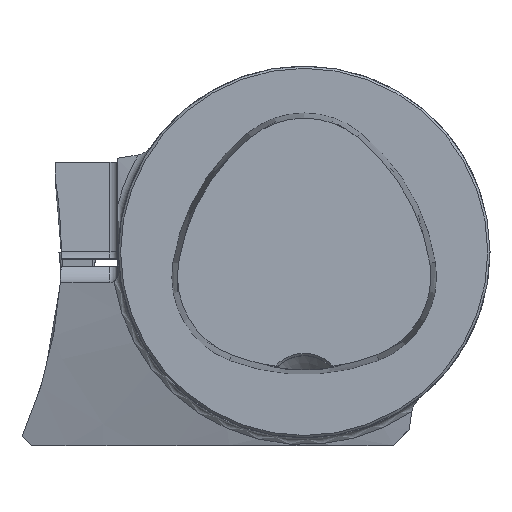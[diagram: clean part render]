
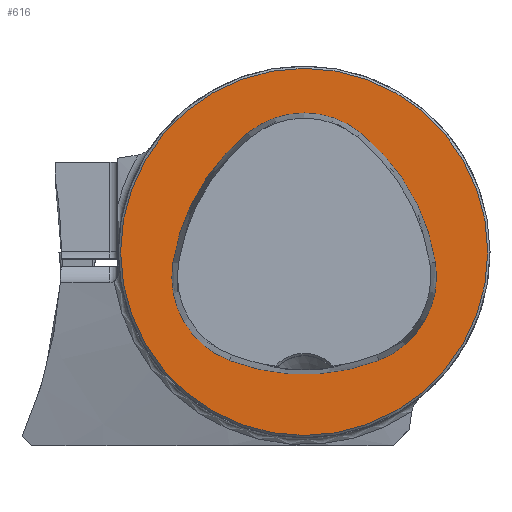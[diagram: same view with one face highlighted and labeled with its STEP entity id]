
A CAD part, top view. The second image highlights one B-rep face of the part: STEP entity #616.
In plain terms, the highlighted planar face has unit normal (0, 0, 1).
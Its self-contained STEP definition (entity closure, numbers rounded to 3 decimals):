
#110=FACE_BOUND('',#857,.T.);
#111=FACE_BOUND('',#858,.T.);
#132=PLANE('',#2333);
#616=ADVANCED_FACE('CU_FL_N1_SU_1',(#110,#111),#132,.T.);
#857=EDGE_LOOP('',(#1216,#1217,#1218,#1219,#1220,#1221));
#858=EDGE_LOOP('',(#1222));
#961=CIRCLE('',#2324,28.075);
#963=CIRCLE('',#2327,28.075);
#964=CIRCLE('',#2328,12.075);
#965=CIRCLE('',#2329,28.075);
#966=CIRCLE('',#2330,12.075);
#967=CIRCLE('',#2331,12.075);
#968=CIRCLE('',#2332,24.7);
#1216=ORIENTED_EDGE('',*,*,#1987,.F.);
#1217=ORIENTED_EDGE('',*,*,#1988,.F.);
#1218=ORIENTED_EDGE('',*,*,#1989,.F.);
#1219=ORIENTED_EDGE('',*,*,#1990,.F.);
#1220=ORIENTED_EDGE('',*,*,#1984,.F.);
#1221=ORIENTED_EDGE('',*,*,#1991,.F.);
#1222=ORIENTED_EDGE('',*,*,#1992,.T.);
#1745=VERTEX_POINT('',#3858);
#1746=VERTEX_POINT('',#3860);
#1748=VERTEX_POINT('',#3866);
#1749=VERTEX_POINT('',#3867);
#1750=VERTEX_POINT('',#3869);
#1751=VERTEX_POINT('',#3871);
#1752=VERTEX_POINT('',#3875);
#1984=EDGE_CURVE('',#1745,#1746,#961,.T.);
#1987=EDGE_CURVE('',#1748,#1749,#963,.T.);
#1988=EDGE_CURVE('',#1750,#1748,#964,.T.);
#1989=EDGE_CURVE('',#1751,#1750,#965,.T.);
#1990=EDGE_CURVE('',#1746,#1751,#966,.T.);
#1991=EDGE_CURVE('',#1749,#1745,#967,.T.);
#1992=EDGE_CURVE('',#1752,#1752,#968,.T.);
#2324=AXIS2_PLACEMENT_3D('',#3859,#2672,#2673);
#2327=AXIS2_PLACEMENT_3D('',#3865,#2679,#2680);
#2328=AXIS2_PLACEMENT_3D('',#3868,#2681,#2682);
#2329=AXIS2_PLACEMENT_3D('',#3870,#2683,#2684);
#2330=AXIS2_PLACEMENT_3D('',#3872,#2685,#2686);
#2331=AXIS2_PLACEMENT_3D('',#3873,#2687,#2688);
#2332=AXIS2_PLACEMENT_3D('',#3874,#2689,#2690);
#2333=AXIS2_PLACEMENT_3D('',#3876,#2691,#2692);
#2672=DIRECTION('',(0.,0.,1.));
#2673=DIRECTION('',(1.,0.,0.));
#2679=DIRECTION('',(0.,0.,1.));
#2680=DIRECTION('',(1.,0.,0.));
#2681=DIRECTION('',(0.,0.,1.));
#2682=DIRECTION('',(1.,0.,0.));
#2683=DIRECTION('',(0.,0.,1.));
#2684=DIRECTION('',(1.,0.,0.));
#2685=DIRECTION('',(0.,0.,1.));
#2686=DIRECTION('',(1.,0.,0.));
#2687=DIRECTION('',(0.,0.,1.));
#2688=DIRECTION('',(1.,0.,0.));
#2689=DIRECTION('',(0.,0.,1.));
#2690=DIRECTION('',(1.,0.,0.));
#2691=DIRECTION('',(0.,0.,1.));
#2692=DIRECTION('',(1.,0.,0.));
#3858=CARTESIAN_POINT('',(-10.05,-14.595,0.));
#3859=CARTESIAN_POINT('',(0.,11.62,0.));
#3860=CARTESIAN_POINT('',(10.05,-14.595,0.));
#3865=CARTESIAN_POINT('',(10.078,-5.807,0.));
#3866=CARTESIAN_POINT('',(-7.606,15.999,0.));
#3867=CARTESIAN_POINT('',(-17.656,-1.443,0.));
#3868=CARTESIAN_POINT('',(0.,6.62,0.));
#3869=CARTESIAN_POINT('',(7.606,15.999,0.));
#3870=CARTESIAN_POINT('',(-10.078,-5.807,0.));
#3871=CARTESIAN_POINT('',(17.656,-1.443,0.));
#3872=CARTESIAN_POINT('',(5.727,-3.32,0.));
#3873=CARTESIAN_POINT('',(-5.727,-3.32,0.));
#3874=CARTESIAN_POINT('',(0.,0.,0.));
#3875=CARTESIAN_POINT('',(24.7,0.,0.));
#3876=CARTESIAN_POINT('',(0.,0.,0.));
